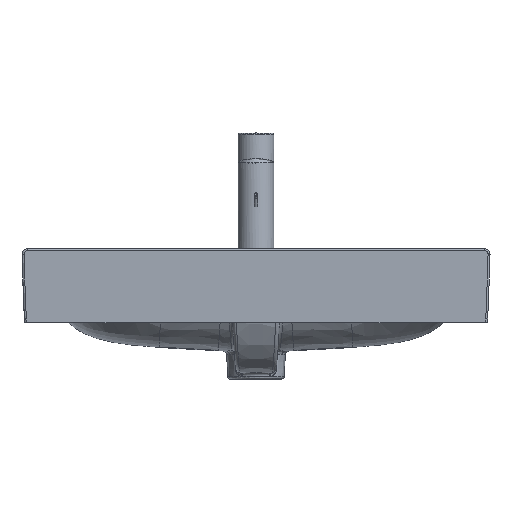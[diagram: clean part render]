
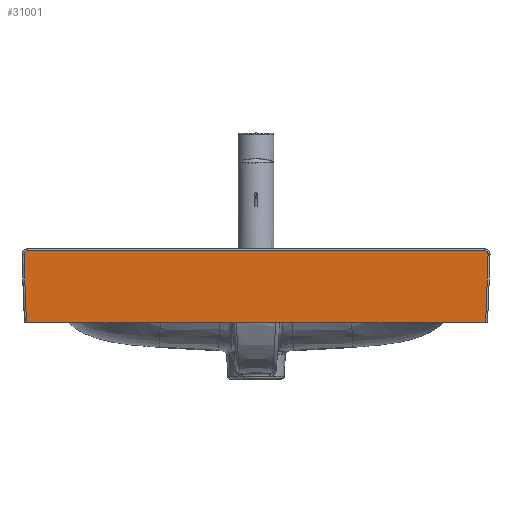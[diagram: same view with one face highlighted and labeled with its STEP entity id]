
A CAD part, left-side view. The second image highlights one B-rep face of the part: STEP entity #31001.
In plain terms, the highlighted face is planar.
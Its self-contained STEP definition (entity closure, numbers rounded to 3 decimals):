
#28111=CARTESIAN_POINT('',(228.673,201.705,-95.));
#28112=VERTEX_POINT('',#28111);
#28126=CARTESIAN_POINT('',(228.673,294.134,-95.));
#28127=VERTEX_POINT('',#28126);
#28141=CARTESIAN_POINT('',(228.673,294.134,-95.));
#28142=DIRECTION('',(0.,-1.0,0.));
#28143=VECTOR('',#28142,92.429);
#28144=LINE('',#28141,#28143);
#28145=EDGE_CURVE('',#28127,#28112,#28144,.T.);
#28155=CARTESIAN_POINT('',(228.673,144.574,-95.));
#28156=VERTEX_POINT('',#28155);
#28165=CARTESIAN_POINT('',(228.673,144.574,-95.));
#28166=DIRECTION('',(0.,1.0,0.));
#28167=VECTOR('',#28166,57.131);
#28168=LINE('',#28165,#28167);
#28169=EDGE_CURVE('',#28156,#28112,#28168,.T.);
#28179=CARTESIAN_POINT('',(228.673,-144.574,-95.));
#28180=VERTEX_POINT('',#28179);
#28189=CARTESIAN_POINT('',(228.673,144.574,-95.));
#28190=DIRECTION('',(0.,-1.0,0.));
#28191=VECTOR('',#28190,289.147);
#28192=LINE('',#28189,#28191);
#28193=EDGE_CURVE('',#28156,#28180,#28192,.T.);
#28203=CARTESIAN_POINT('',(228.673,-247.647,-95.));
#28204=VERTEX_POINT('',#28203);
#28213=CARTESIAN_POINT('',(228.673,-247.647,-95.));
#28214=DIRECTION('',(0.,1.0,0.));
#28215=VECTOR('',#28214,103.073);
#28216=LINE('',#28213,#28215);
#28217=EDGE_CURVE('',#28204,#28180,#28216,.T.);
#28234=CARTESIAN_POINT('',(228.673,-294.134,-95.));
#28235=VERTEX_POINT('',#28234);
#28236=CARTESIAN_POINT('',(228.673,-294.134,-95.));
#28237=DIRECTION('',(0.,1.0,0.));
#28238=VECTOR('',#28237,46.487);
#28239=LINE('',#28236,#28238);
#28240=EDGE_CURVE('',#28235,#28204,#28239,.T.);
#28306=CARTESIAN_POINT('',(228.744,-294.36,-89.925));
#28307=VERTEX_POINT('',#28306);
#28308=CARTESIAN_POINT('',(231.809,4699.261,129.454));
#28309=DIRECTION('',(1.,0.,-0.014));
#28310=DIRECTION('',(-0.001,-0.999,-0.045));
#28311=AXIS2_PLACEMENT_3D('',#28308,#28309,#28310);
#28312=CIRCLE('',#28311,4998.438);
#28313=EDGE_CURVE('',#28235,#28307,#28312,.F.);
#28382=CARTESIAN_POINT('',(229.9,-297.309,-7.158));
#28383=VERTEX_POINT('',#28382);
#28384=CARTESIAN_POINT('',(231.808,4699.387,129.459));
#28385=DIRECTION('',(1.,0.,-0.014));
#28386=DIRECTION('',(-0.001,-0.999,-0.044));
#28387=AXIS2_PLACEMENT_3D('',#28384,#28385,#28386);
#28388=CIRCLE('',#28387,4998.564);
#28389=EDGE_CURVE('',#28307,#28383,#28388,.F.);
#28458=CARTESIAN_POINT('',(228.744,294.36,-89.925));
#28459=VERTEX_POINT('',#28458);
#28467=CARTESIAN_POINT('',(231.809,-4699.328,129.456));
#28468=DIRECTION('',(1.,0.,-0.014));
#28469=DIRECTION('',(-0.001,0.999,-0.044));
#28470=AXIS2_PLACEMENT_3D('',#28467,#28468,#28469);
#28471=CIRCLE('',#28470,4998.505);
#28472=EDGE_CURVE('',#28459,#28127,#28471,.F.);
#28534=CARTESIAN_POINT('',(229.9,297.309,-7.158));
#28535=VERTEX_POINT('',#28534);
#28543=CARTESIAN_POINT('',(231.808,-4699.376,129.458));
#28544=DIRECTION('',(1.,0.,-0.014));
#28545=DIRECTION('',(0.,1.,-0.027));
#28546=AXIS2_PLACEMENT_3D('',#28543,#28544,#28545);
#28547=CIRCLE('',#28546,4998.553);
#28548=EDGE_CURVE('',#28535,#28459,#28547,.F.);
#30932=CARTESIAN_POINT('',(229.965,-292.811,-2.535));
#30933=VERTEX_POINT('',#30932);
#30934=CARTESIAN_POINT('',(229.902,-292.811,-7.035));
#30935=DIRECTION('',(1.,0.,-0.014));
#30936=DIRECTION('',(0.014,0.09,0.996));
#30937=AXIS2_PLACEMENT_3D('',#30934,#30935,#30936);
#30938=ELLIPSE('',#30937,4.5,4.5);
#30939=EDGE_CURVE('',#28383,#30933,#30938,.F.);
#30964=CARTESIAN_POINT('',(230.0,0.,0.0));
#30965=DIRECTION('',(1.,0.0,-0.014));
#30966=DIRECTION('',(-0.014,0.0,-1.));
#30967=AXIS2_PLACEMENT_3D('',#30964,#30965,#30966);
#30968=PLANE('',#30967);
#30969=ORIENTED_EDGE('',*,*,#28472,.F.);
#30970=ORIENTED_EDGE('',*,*,#28548,.F.);
#30971=CARTESIAN_POINT('',(229.965,292.811,-2.535));
#30972=VERTEX_POINT('',#30971);
#30973=CARTESIAN_POINT('',(229.9,297.309,-7.158));
#30974=CARTESIAN_POINT('',(229.912,297.333,-6.311));
#30975=CARTESIAN_POINT('',(229.924,297.157,-5.459));
#30976=CARTESIAN_POINT('',(229.935,296.78,-4.665));
#30977=CARTESIAN_POINT('',(229.951,295.848,-3.518));
#30978=CARTESIAN_POINT('',(229.961,294.564,-2.827));
#30979=CARTESIAN_POINT('',(229.963,293.994,-2.632));
#30980=CARTESIAN_POINT('',(229.965,293.403,-2.535));
#30981=CARTESIAN_POINT('',(229.965,292.811,-2.535));
#30982=B_SPLINE_CURVE_WITH_KNOTS('',5,(#30973,#30974,#30975,#30976,#30977,#30978,#30979,#30980,#30981),.UNSPECIFIED.,.F.,.U.,(6,3,6),(19.495,27.325,32.795),.UNSPECIFIED.);
#30983=EDGE_CURVE('',#30972,#28535,#30982,.F.);
#30984=ORIENTED_EDGE('',*,*,#30983,.F.);
#30985=CARTESIAN_POINT('',(229.965,-292.811,-2.535));
#30986=DIRECTION('',(0.0,1.0,0.0));
#30987=VECTOR('',#30986,585.622);
#30988=LINE('',#30985,#30987);
#30989=EDGE_CURVE('',#30933,#30972,#30988,.T.);
#30990=ORIENTED_EDGE('',*,*,#30989,.F.);
#30991=ORIENTED_EDGE('',*,*,#30939,.F.);
#30992=ORIENTED_EDGE('',*,*,#28389,.F.);
#30993=ORIENTED_EDGE('',*,*,#28313,.F.);
#30994=ORIENTED_EDGE('',*,*,#28240,.T.);
#30995=ORIENTED_EDGE('',*,*,#28217,.T.);
#30996=ORIENTED_EDGE('',*,*,#28193,.F.);
#30997=ORIENTED_EDGE('',*,*,#28169,.T.);
#30998=ORIENTED_EDGE('',*,*,#28145,.F.);
#30999=EDGE_LOOP('',(#30969,#30970,#30984,#30990,#30991,#30992,#30993,#30994,#30995,#30996,#30997,#30998));
#31000=FACE_OUTER_BOUND('',#30999,.T.);
#31001=ADVANCED_FACE('',(#31000),#30968,.T.);
